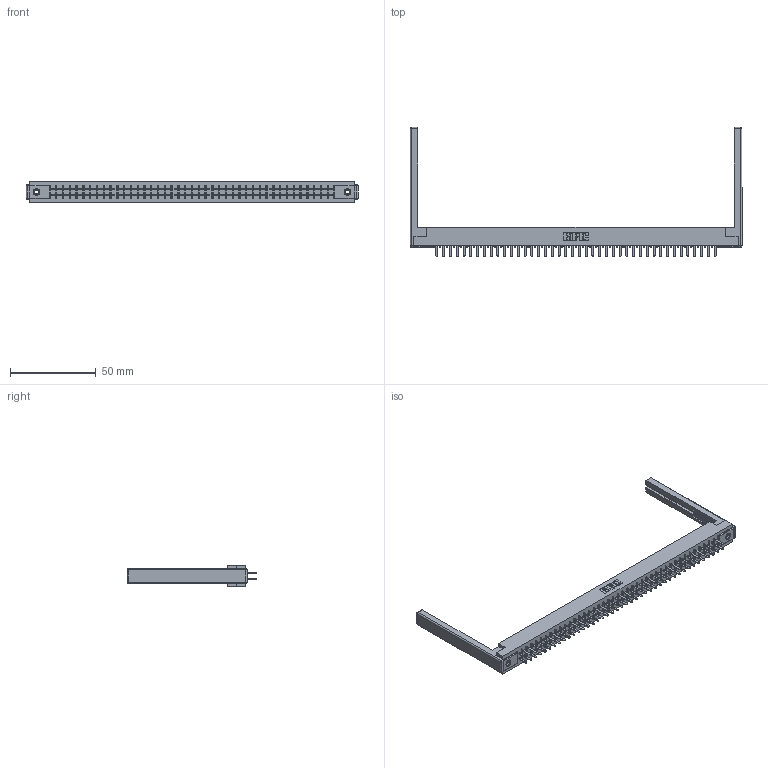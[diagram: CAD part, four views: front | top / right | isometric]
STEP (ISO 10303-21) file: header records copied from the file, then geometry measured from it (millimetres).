
FILE_DESCRIPTION (( 'STEP AP203' ), '1' );
FILE_NAME ('315-084-520-268.STEP', '2019-09-10T23:52:37', ( '' ), ( '' ), 'SwSTEP 2.0', 'SolidWorks 2016', '' );
FILE_SCHEMA (( 'CONFIG_CONTROL_DESIGN' ));
Length unit declared in the file: inch
Products named in the file (5): 307-220-068; 315-084-520-268; 305-290-001_520; 345-250-001_345-250-001-102; 305 Part_.156 Dia
Assembly tree (89 placements, depth 2):
  315-084-520-268
    305 Part_.156 Dia
    305-290-001_520  x84
    345-250-001_345-250-001-102  x2
    307-220-068  x2
Bounding box: 193.85 x 75.39 x 12.7 mm (x, y, z)
Volume: 24607.2 mm3; surface area: 29753.3 mm2
Topology: 89 solids, 89 shells, 4134 faces, 11752 edges, 7588 vertices
Faces by surface type: plane 2424, cylinder 1518, sphere 176, cone 12, torus 4
Entity records: 48114 total; most frequent: CARTESIAN_POINT 7933, ORIENTED_EDGE 7866, DIRECTION 7693, EDGE_CURVE 3933, VECTOR 3173, LINE 3173, VERTEX_POINT 2500, AXIS2_PLACEMENT_3D 2260
